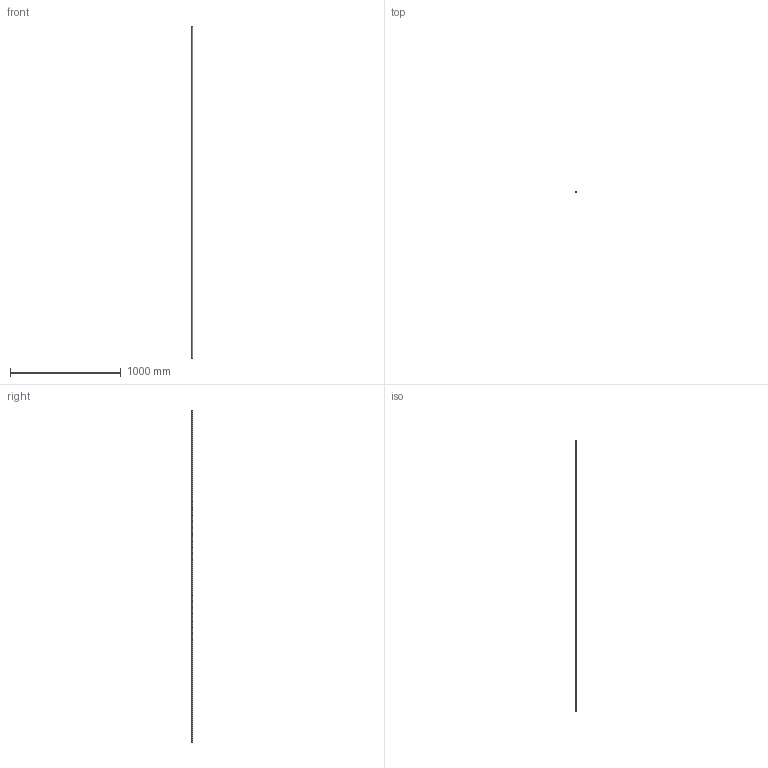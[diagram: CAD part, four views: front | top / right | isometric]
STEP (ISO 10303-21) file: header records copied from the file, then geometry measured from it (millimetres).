
FILE_DESCRIPTION(('CoCreate Modeling STEP Export'),'2;1');
FILE_NAME('5021103.stp','2019-04-23T10:18:16',(''),(''),'CoCreate Modeling STEP processor for AP214 (Solid Model)','CoCreate Modeling 16.00D 29-May-2009 (C) Parametric Technology GmbH','');
FILE_SCHEMA(('AUTOMOTIVE_DESIGN { 1 0 10303 214 1 1 1 1 }'));
Length unit declared in the file: millimetre
Products named in the file (1): 1
Bounding box: 10 x 10 x 3000 mm (x, y, z)
Volume: 235619.4 mm3; surface area: 94404.9 mm2
Topology: 1 solids, 1 shells, 4 faces, 6 edges, 4 vertices
Faces by surface type: cylinder 2, plane 2
Entity records: 101 total; most frequent: DIRECTION 14, CARTESIAN_POINT 12, ORIENTED_EDGE 12, AXIS2_PLACEMENT_3D 6, EDGE_CURVE 6, VERTEX_POINT 4, EDGE_LOOP 4, FACE_OUTER_BOUND 4
